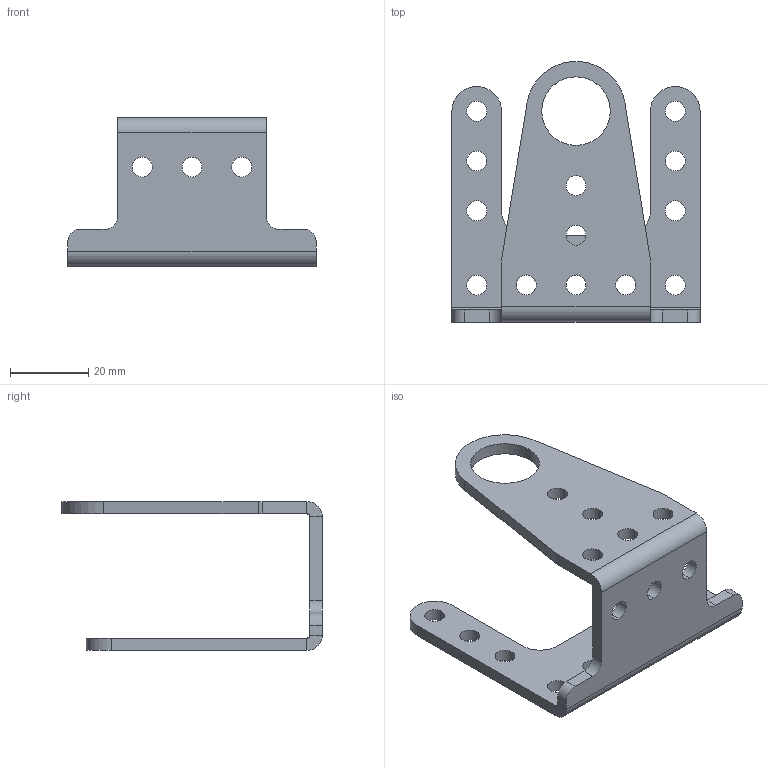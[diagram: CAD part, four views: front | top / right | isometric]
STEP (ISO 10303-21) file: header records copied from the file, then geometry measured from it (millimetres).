
FILE_DESCRIPTION (( 'STEP AP214' ), '1' );
FILE_NAME ('am-5041 Cog Drive Servo Bracket.STEP', '2024-08-15T20:30:25', ( '' ), ( '' ), 'SwSTEP 2.0', 'SolidWorks 2024', '' );
FILE_SCHEMA (( 'AUTOMOTIVE_DESIGN' ));
Length unit declared in the file: inch
Products named in the file (1): am-5041 Cog Drive Servo Bracket
Bounding box: 63.5 x 66.63 x 38.1 mm (x, y, z)
Volume: 16114.9 mm3; surface area: 12793.1 mm2
Topology: 1 solids, 1 shells, 82 faces, 224 edges, 144 vertices
Faces by surface type: cylinder 57, plane 25
Entity records: 2741 total; most frequent: DIRECTION 504, CARTESIAN_POINT 451, ORIENTED_EDGE 448, EDGE_CURVE 224, AXIS2_PLACEMENT_3D 197, VERTEX_POINT 144, EDGE_LOOP 122, CIRCLE 114
